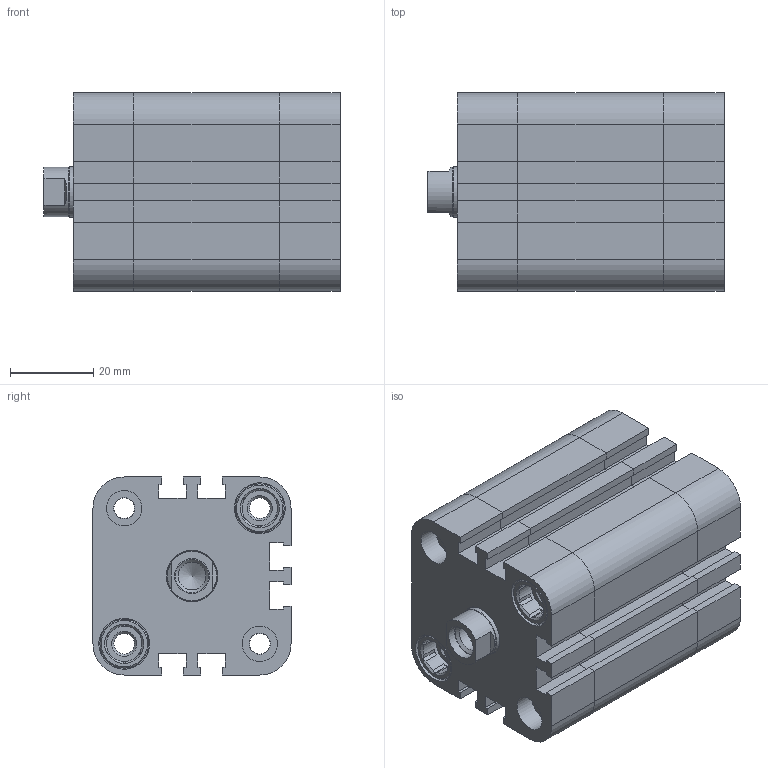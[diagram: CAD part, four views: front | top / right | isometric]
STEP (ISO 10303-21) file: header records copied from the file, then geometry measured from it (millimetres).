
FILE_DESCRIPTION( ( 'STEP AP214' ), '1' );
FILE_NAME( '1541.32.20.01.1(0).stp', '2021-08-09T13:05:32', ( 'License CC BY-ND 4.0' ), ( 'CADENAS' ), ' ', 'PARTsolutions', ' ' );
FILE_SCHEMA( ( 'AUTOMOTIVE_DESIGN { 1 0 10303 214 1 1 1 1 }' ) );
Length unit declared in the file: millimetre
Products named in the file (6): 1541.32.20.01.1(0); _1532/503-20; _1532-501_front_cover_ecompact; _1532-515; _1532-502_rear_cover_ecompact; _1532 - 20-standard rod
Assembly tree (8 placements, depth 2):
  1541.32.20.01.1(0)
    _1532/503-20
    _1532-501_front_cover_ecompact
    _1532-515  x4
    _1532-502_rear_cover_ecompact
    _1532 - 20-standard rod
Bounding box: 71 x 47.5 x 47.5 mm (x, y, z)
Volume: 110008.2 mm3; surface area: 47040.2 mm2
Topology: 8 solids, 8 shells, 506 faces, 1358 edges, 899 vertices
Faces by surface type: plane 365, cylinder 114, cone 26, torus 1
Full cylindrical faces by diameter (mm): 4.917 x4, 5.1 x10, 6.647 x1, 8.3 x5, 8.5 x8, 8.566 x2, 9 x1, 9.3 x2, 11.7 x4, 11.8 x1, 12 x2, 12.2 x4, 32 x2
Entity records: 16188 total; most frequent: CARTESIAN_POINT 2271, ORIENTED_EDGE 2144, DIRECTION 2132, EDGE_CURVE 1072, LINE 832, VECTOR 832, VERTEX_POINT 741, AXIS2_PLACEMENT_3D 650
